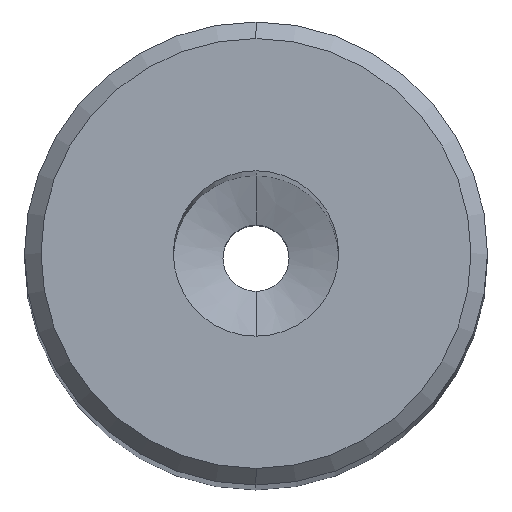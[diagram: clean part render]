
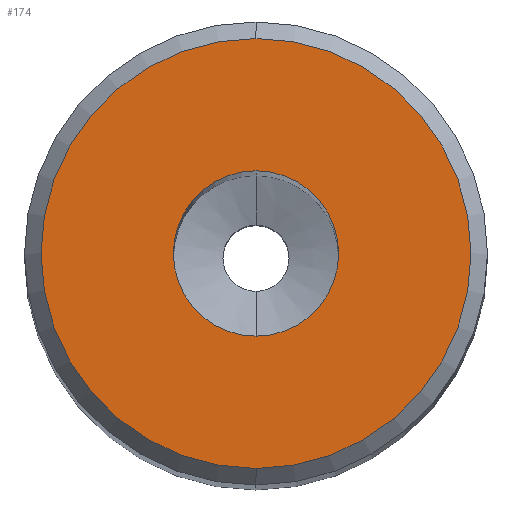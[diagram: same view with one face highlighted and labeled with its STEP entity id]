
A CAD part, top view. The second image highlights one B-rep face of the part: STEP entity #174.
In plain terms, the highlighted planar face has unit normal (0, 0, 1).
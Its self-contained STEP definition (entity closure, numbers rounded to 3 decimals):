
#108=EDGE_CURVE('NONE',#128,#138,#284,.T.);
#116=EDGE_CURVE('NONE',#156,#186,#294,.T.);
#128=VERTEX_POINT('NONE',#309);
#138=VERTEX_POINT('NONE',#320);
#156=VERTEX_POINT('NONE',#341);
#174=ADVANCED_FACE('NONE',(#362,#363),#364,.F.);
#184=EDGE_CURVE('NONE',#186,#156,#375,.T.);
#186=VERTEX_POINT('NONE',#377);
#192=EDGE_CURVE('NONE',#138,#128,#384,.T.);
#284=CIRCLE('',#474,6.5);
#294=CIRCLE('',#486,2.5);
#309=CARTESIAN_POINT('',(0.,6.5,87.0));
#320=CARTESIAN_POINT('',(0.0,-6.5,87.0));
#341=CARTESIAN_POINT('',(0.,-2.5,87.0));
#362=FACE_OUTER_BOUND('',#572,.T.);
#363=FACE_BOUND('',#573,.T.);
#364=PLANE('',#574);
#375=CIRCLE('',#589,2.5);
#377=CARTESIAN_POINT('',(0.0,2.5,87.0));
#384=CIRCLE('',#599,6.5);
#474=AXIS2_PLACEMENT_3D('',#706,#707,#708);
#486=AXIS2_PLACEMENT_3D('',#728,#729,#730);
#572=EDGE_LOOP('',(#815,#816));
#573=EDGE_LOOP('',(#817,#818));
#574=AXIS2_PLACEMENT_3D('',#819,#820,#821);
#589=AXIS2_PLACEMENT_3D('',#834,#835,#836);
#599=AXIS2_PLACEMENT_3D('',#845,#846,#847);
#706=CARTESIAN_POINT('',(0.0,0.0,87.0));
#707=DIRECTION('',(-0.0,0.0,1.0));
#708=DIRECTION('',(0.0,-1.0,0.0));
#728=CARTESIAN_POINT('',(0.0,0.0,87.0));
#729=DIRECTION('',(0.0,-0.0,1.0));
#730=DIRECTION('',(0.0,1.0,0.0));
#815=ORIENTED_EDGE('',*,*,#192,.T.);
#816=ORIENTED_EDGE('',*,*,#108,.T.);
#817=ORIENTED_EDGE('',*,*,#184,.F.);
#818=ORIENTED_EDGE('',*,*,#116,.F.);
#819=CARTESIAN_POINT('',(-7.,0.0,87.0));
#820=DIRECTION('',(0.0,0.0,-1.0));
#821=DIRECTION('',(-1.0,0.0,0.0));
#834=CARTESIAN_POINT('',(0.0,0.0,87.0));
#835=DIRECTION('',(0.0,-0.0,1.0));
#836=DIRECTION('',(0.0,1.0,0.0));
#845=CARTESIAN_POINT('',(0.0,0.0,87.0));
#846=DIRECTION('',(-0.0,0.0,1.0));
#847=DIRECTION('',(0.0,-1.0,0.0));
